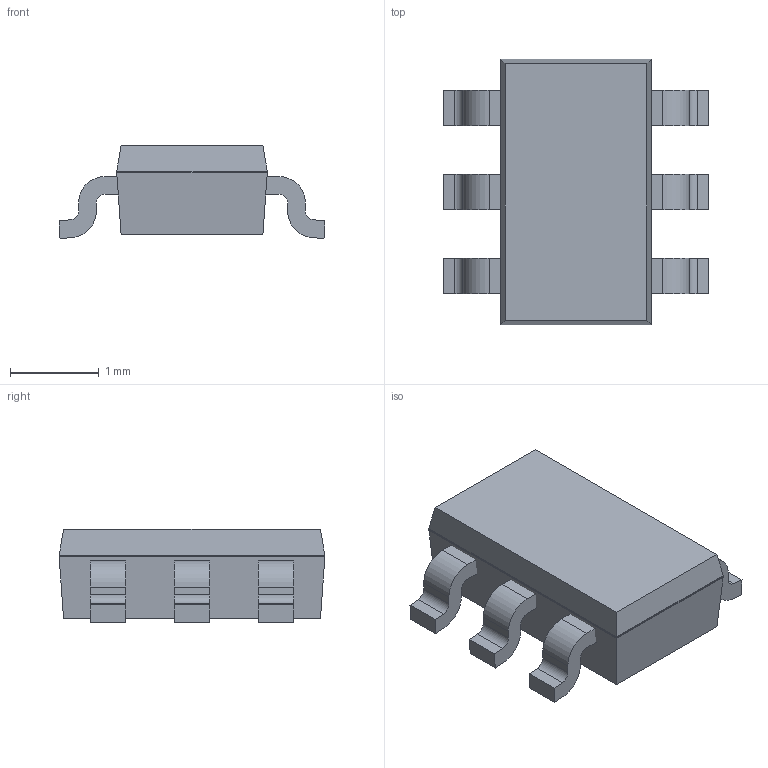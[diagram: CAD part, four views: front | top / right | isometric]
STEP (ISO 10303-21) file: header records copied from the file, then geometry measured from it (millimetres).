
FILE_DESCRIPTION (( 'STEP AP214' ), '1' );
FILE_NAME ('User Library-SSOT-6.STEP', '2017-02-08T09:23:05', ( 'Windows User' ), ( '' ), 'SwSTEP 2.0', 'SolidWorks 2017', '' );
FILE_SCHEMA (( 'AUTOMOTIVE_DESIGN' ));
Length unit declared in the file: millimetre
Products named in the file (4): User Library-SSOT-6_Fusion; User Library-SSOT-6; User Library-SSOT-6_SSOT_6; User Library-SSOT-6_SSOT_6001
Assembly tree (3 placements, depth 2):
  User Library-SSOT-6
    User Library-SSOT-6_Fusion
    User Library-SSOT-6_SSOT_6001
    User Library-SSOT-6_SSOT_6
Bounding box: 3 x 3 x 1.05 mm (x, y, z)
Volume: 5.4 mm3; surface area: 37.1 mm2
Topology: 8 solids, 8 shells, 104 faces, 256 edges, 168 vertices
Faces by surface type: plane 80, cylinder 24
Entity records: 4387 total; most frequent: CARTESIAN_POINT 534, DIRECTION 524, ORIENTED_EDGE 512, EDGE_CURVE 256, LINE 208, VECTOR 208, VERTEX_POINT 168, AXIS2_PLACEMENT_3D 158
